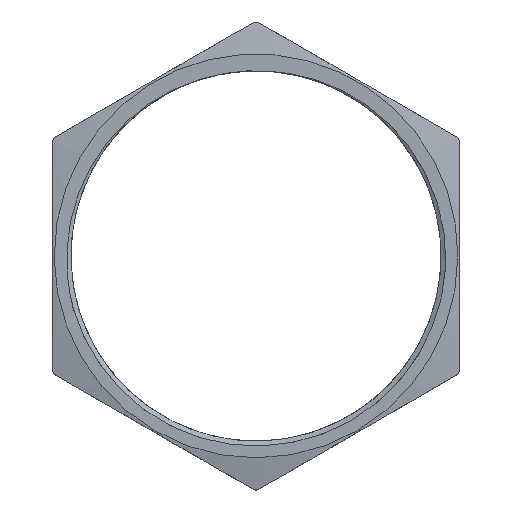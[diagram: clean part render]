
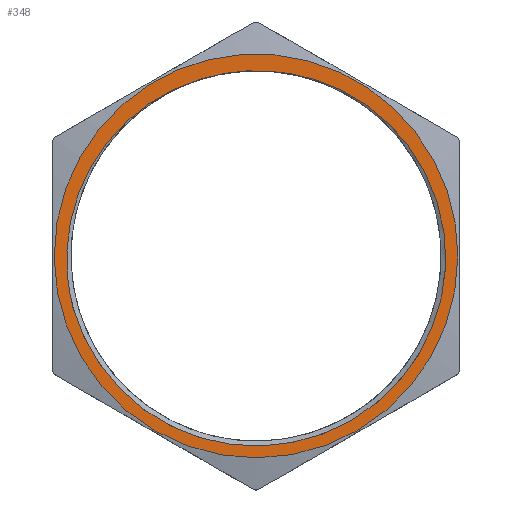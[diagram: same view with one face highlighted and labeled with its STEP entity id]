
A CAD part, top view. The second image highlights one B-rep face of the part: STEP entity #348.
In plain terms, the highlighted planar face has unit normal (0, 0, 1).
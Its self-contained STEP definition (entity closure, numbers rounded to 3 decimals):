
#18=FACE_BOUND('',#134,.T.);
#64=PLANE('',#392);
#66=CIRCLE('',#359,29.135);
#67=CIRCLE('',#361,29.896);
#69=CIRCLE('',#370,31.75);
#110=FACE_OUTER_BOUND('',#133,.T.);
#133=EDGE_LOOP('',(#322));
#134=EDGE_LOOP('',(#323,#324,#325,#326));
#137=B_SPLINE_CURVE_WITH_KNOTS('',3,(#752,#753,#754,#755,#756,#757,#758,
#759,#760,#761,#762,#763,#764,#765,#766,#767),.UNSPECIFIED.,.F.,.F.,(4,
3,3,3,3,4),(-4.576,-4.35,-2.912,-1.461,
-0.091,0.),.UNSPECIFIED.);
#142=B_SPLINE_CURVE_WITH_KNOTS('',3,(#1227,#1228,#1229,#1230,#1231,#1232,
#1233,#1234,#1235,#1236,#1237,#1238,#1239,#1240,#1241,#1242),
 .UNSPECIFIED.,.F.,.F.,(4,3,3,3,3,4),(-4.573,-4.343,
-2.883,-1.436,-0.072,0.),
 .UNSPECIFIED.);
#145=VERTEX_POINT('',#702);
#146=VERTEX_POINT('',#751);
#148=VERTEX_POINT('',#819);
#150=VERTEX_POINT('',#1090);
#175=VERTEX_POINT('',#1325);
#179=EDGE_CURVE('',#145,#146,#137,.T.);
#183=EDGE_CURVE('',#148,#145,#66,.T.);
#186=EDGE_CURVE('',#150,#148,#142,.T.);
#187=EDGE_CURVE('',#150,#146,#67,.T.);
#213=EDGE_CURVE('',#175,#175,#69,.T.);
#322=ORIENTED_EDGE('',*,*,#213,.F.);
#323=ORIENTED_EDGE('',*,*,#187,.T.);
#324=ORIENTED_EDGE('',*,*,#179,.F.);
#325=ORIENTED_EDGE('',*,*,#183,.F.);
#326=ORIENTED_EDGE('',*,*,#186,.F.);
#348=ADVANCED_FACE('',(#110,#18),#64,.T.);
#359=AXIS2_PLACEMENT_3D('',#868,#399,#400);
#361=AXIS2_PLACEMENT_3D('',#1244,#403,#404);
#370=AXIS2_PLACEMENT_3D('',#1326,#433,#434);
#392=AXIS2_PLACEMENT_3D('',#1349,#477,#478);
#399=DIRECTION('center_axis',(0.,0.,1.));
#400=DIRECTION('ref_axis',(-1.,0.,0.));
#403=DIRECTION('center_axis',(0.,0.,-1.));
#404=DIRECTION('ref_axis',(-1.,0.,0.));
#433=DIRECTION('center_axis',(0.,0.,-1.));
#434=DIRECTION('ref_axis',(-1.,0.,0.));
#477=DIRECTION('center_axis',(0.,0.,1.));
#478=DIRECTION('ref_axis',(1.,0.,0.));
#702=CARTESIAN_POINT('',(-8.714,27.801,6.32));
#751=CARTESIAN_POINT('',(-28.751,-8.196,6.32));
#752=CARTESIAN_POINT('Ctrl Pts',(-8.715,27.802,6.32));
#753=CARTESIAN_POINT('Ctrl Pts',(-9.434,27.591,6.32));
#754=CARTESIAN_POINT('Ctrl Pts',(-10.144,27.352,6.32));
#755=CARTESIAN_POINT('Ctrl Pts',(-10.843,27.086,6.32));
#756=CARTESIAN_POINT('Ctrl Pts',(-15.308,25.385,6.32));
#757=CARTESIAN_POINT('Ctrl Pts',(-19.347,22.562,6.32));
#758=CARTESIAN_POINT('Ctrl Pts',(-22.484,18.968,6.32));
#759=CARTESIAN_POINT('Ctrl Pts',(-25.646,15.345,6.32));
#760=CARTESIAN_POINT('Ctrl Pts',(-27.908,10.917,6.32));
#761=CARTESIAN_POINT('Ctrl Pts',(-28.996,6.227,6.32));
#762=CARTESIAN_POINT('Ctrl Pts',(-30.025,1.794,6.32));
#763=CARTESIAN_POINT('Ctrl Pts',(-30.013,-2.876,6.32));
#764=CARTESIAN_POINT('Ctrl Pts',(-28.971,-7.319,6.32));
#765=CARTESIAN_POINT('Ctrl Pts',(-28.902,-7.612,6.32));
#766=CARTESIAN_POINT('Ctrl Pts',(-28.828,-7.905,6.32));
#767=CARTESIAN_POINT('Ctrl Pts',(-28.751,-8.196,6.32));
#819=CARTESIAN_POINT('',(2.273,29.046,6.32));
#868=CARTESIAN_POINT('Origin',(0.,0.,6.32));
#1090=CARTESIAN_POINT('',(29.855,-1.556,6.32));
#1227=CARTESIAN_POINT('Ctrl Pts',(29.857,-1.555,6.32));
#1228=CARTESIAN_POINT('Ctrl Pts',(29.885,-0.788,6.32));
#1229=CARTESIAN_POINT('Ctrl Pts',(29.883,-0.02,
6.32));
#1230=CARTESIAN_POINT('Ctrl Pts',(29.851,0.745,6.32));
#1231=CARTESIAN_POINT('Ctrl Pts',(29.65,5.592,6.32));
#1232=CARTESIAN_POINT('Ctrl Pts',(28.24,10.392,6.32));
#1233=CARTESIAN_POINT('Ctrl Pts',(25.789,14.568,6.32));
#1234=CARTESIAN_POINT('Ctrl Pts',(23.357,18.711,6.32));
#1235=CARTESIAN_POINT('Ctrl Pts',(19.885,22.261,6.32));
#1236=CARTESIAN_POINT('Ctrl Pts',(15.788,24.776,6.32));
#1237=CARTESIAN_POINT('Ctrl Pts',(11.93,27.144,6.32));
#1238=CARTESIAN_POINT('Ctrl Pts',(7.516,28.601,6.32));
#1239=CARTESIAN_POINT('Ctrl Pts',(2.994,28.993,6.32));
#1240=CARTESIAN_POINT('Ctrl Pts',(2.754,29.014,6.32));
#1241=CARTESIAN_POINT('Ctrl Pts',(2.514,29.031,6.32));
#1242=CARTESIAN_POINT('Ctrl Pts',(2.273,29.046,6.32));
#1244=CARTESIAN_POINT('Origin',(0.,0.,6.32));
#1325=CARTESIAN_POINT('',(31.75,0.,6.32));
#1326=CARTESIAN_POINT('Origin',(0.,0.,6.32));
#1349=CARTESIAN_POINT('Origin',(31.869,-18.4,6.32));
